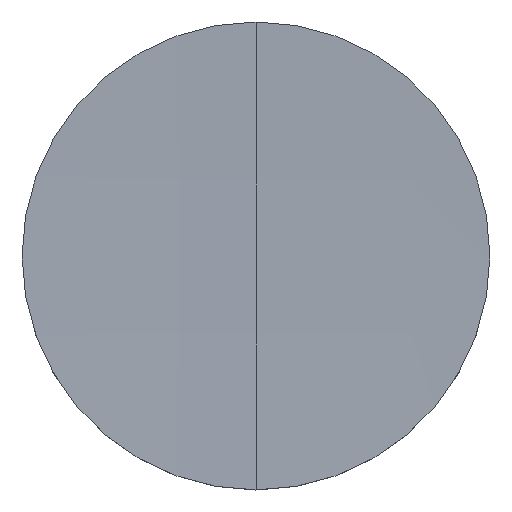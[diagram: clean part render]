
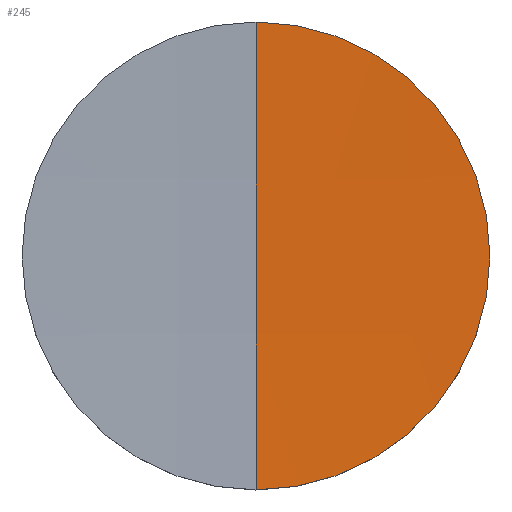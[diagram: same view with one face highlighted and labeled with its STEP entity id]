
A CAD part, top view. The second image highlights one B-rep face of the part: STEP entity #245.
In plain terms, the highlighted free-form (B-spline) face has degree [3, 3] with [4, 4] control points.
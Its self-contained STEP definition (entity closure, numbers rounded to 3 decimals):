
#9 = AXIS2_PLACEMENT_3D ( 'NONE', #237, #82, #236 ) ;
#11 = DIRECTION ( 'NONE',  ( 0., 1., 0. ) ) ;
#17 = AXIS2_PLACEMENT_3D ( 'NONE', #289, #221, #238 ) ;
#28 = EDGE_LOOP ( 'NONE', ( #247, #212, #68 ) ) ;
#29 = CARTESIAN_POINT ( 'NONE',  ( 0., -12.852, 3.359 ) ) ;
#32 = DIRECTION ( 'NONE',  ( -1., 0., 0. ) ) ;
#34 = CARTESIAN_POINT ( 'NONE',  ( 12.777, 4.285, 3.304 ) ) ;
#36 = CIRCLE ( 'NONE', #17, 12.7 ) ;
#37 = CARTESIAN_POINT ( 'NONE',  ( 4.26, -4.285, 3.147 ) ) ;
#46 = AXIS2_PLACEMENT_3D ( 'NONE', #168, #32, #11 ) ;
#53 = CARTESIAN_POINT ( 'NONE',  ( 8.516, -12.852, 3.411 ) ) ;
#54 = EDGE_CURVE ( 'NONE', #120, #73, #36, .T. ) ;
#55 = CARTESIAN_POINT ( 'NONE',  ( 4.258, 12.852, 3.359 ) ) ;
#57 = CIRCLE ( 'NONE', #9, 12.7 ) ;
#58 = CARTESIAN_POINT ( 'NONE',  ( 12.772, -12.852, 3.516 ) ) ;
#68 = ORIENTED_EDGE ( 'NONE', *, *, #270, .F. ) ;
#73 = VERTEX_POINT ( 'NONE', #285 ) ;
#82 = DIRECTION ( 'NONE',  ( 0., 0., -1. ) ) ;
#107 = CARTESIAN_POINT ( 'NONE',  ( 0., 12.7, 3.355 ) ) ;
#120 = VERTEX_POINT ( 'NONE', #107 ) ;
#140 = VERTEX_POINT ( 'NONE', #192 ) ;
#146 = CARTESIAN_POINT ( 'NONE',  ( 4.258, -12.852, 3.359 ) ) ;
#148 = CARTESIAN_POINT ( 'NONE',  ( 0., -4.285, 3.147 ) ) ;
#163 = CIRCLE ( 'NONE', #46, 519.3 ) ;
#165 = CARTESIAN_POINT ( 'NONE',  ( 12.777, -4.285, 3.304 ) ) ;
#168 = CARTESIAN_POINT ( 'NONE',  ( 0., 0., 522.5 ) ) ;
#185 = CARTESIAN_POINT ( 'NONE',  ( 8.519, -4.285, 3.199 ) ) ;
#187 = CARTESIAN_POINT ( 'NONE',  ( 4.26, 4.285, 3.147 ) ) ;
#192 = CARTESIAN_POINT ( 'NONE',  ( 0., -12.7, 3.355 ) ) ;
#212 = ORIENTED_EDGE ( 'NONE', *, *, #222, .T. ) ;
#221 = DIRECTION ( 'NONE',  ( 0., 0., -1. ) ) ;
#222 = EDGE_CURVE ( 'NONE', #120, #140, #163, .T. ) ;
#226 =( BOUNDED_SURFACE ( )  B_SPLINE_SURFACE ( 3, 3, ( 
 ( #284, #280, #55, #286 ),
 ( #34, #282, #187, #279 ),
 ( #165, #185, #37, #148 ),
 ( #58, #53, #146, #29 ) ),
 .UNSPECIFIED., .F., .F., .F. ) 
 B_SPLINE_SURFACE_WITH_KNOTS ( ( 4, 4 ),
 ( 4, 4 ),
 ( 0., 1. ),
 ( 0., 1. ),
 .UNSPECIFIED. ) 
 GEOMETRIC_REPRESENTATION_ITEM ( )  RATIONAL_B_SPLINE_SURFACE ( (
 ( 1., 1., 1., 1.),
 ( 1., 1., 1., 1.),
 ( 1., 1., 1., 1.),
 ( 1., 1., 1., 1.) ) ) 
 REPRESENTATION_ITEM ( '' )  SURFACE ( )  );
#236 = DIRECTION ( 'NONE',  ( 1., 0., 0. ) ) ;
#237 = CARTESIAN_POINT ( 'NONE',  ( 0., 0., 3.355 ) ) ;
#238 = DIRECTION ( 'NONE',  ( 1., 0., 0. ) ) ;
#245 = ADVANCED_FACE ( 'NONE', ( #277 ), #226, .F. ) ;
#247 = ORIENTED_EDGE ( 'NONE', *, *, #54, .F. ) ;
#270 = EDGE_CURVE ( 'NONE', #73, #140, #57, .T. ) ;
#277 = FACE_OUTER_BOUND ( 'NONE', #28, .T. ) ;
#279 = CARTESIAN_POINT ( 'NONE',  ( 0., 4.285, 3.147 ) ) ;
#280 = CARTESIAN_POINT ( 'NONE',  ( 8.516, 12.852, 3.411 ) ) ;
#282 = CARTESIAN_POINT ( 'NONE',  ( 8.519, 4.285, 3.199 ) ) ;
#284 = CARTESIAN_POINT ( 'NONE',  ( 12.772, 12.852, 3.516 ) ) ;
#285 = CARTESIAN_POINT ( 'NONE',  ( 12.7, 0., 3.355 ) ) ;
#286 = CARTESIAN_POINT ( 'NONE',  ( 0., 12.852, 3.359 ) ) ;
#289 = CARTESIAN_POINT ( 'NONE',  ( 0., 0., 3.355 ) ) ;
